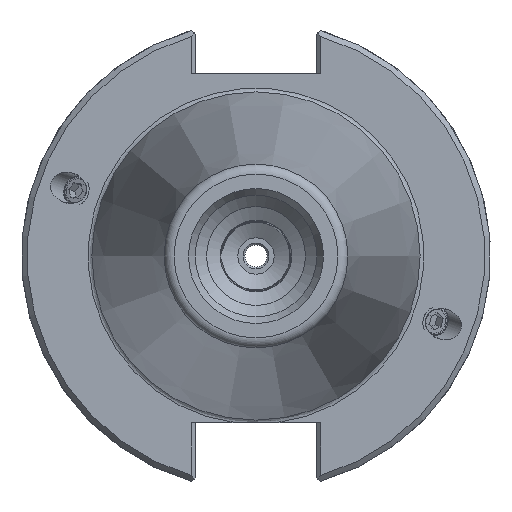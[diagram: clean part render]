
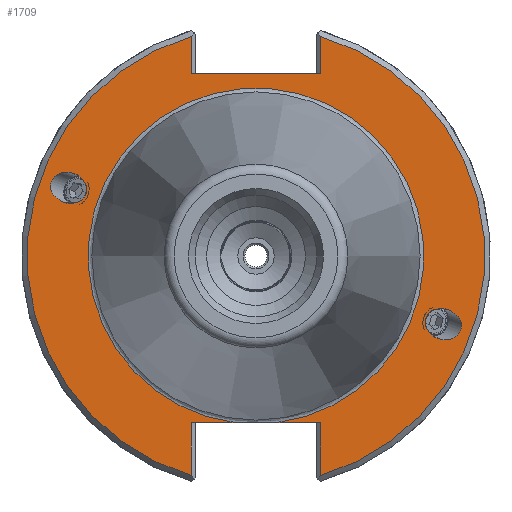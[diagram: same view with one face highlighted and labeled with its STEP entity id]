
A CAD part, left-side view. The second image highlights one B-rep face of the part: STEP entity #1709.
In plain terms, the highlighted planar face has unit normal (-1, 0, 0).
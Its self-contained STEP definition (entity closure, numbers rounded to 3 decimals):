
#118=CARTESIAN_POINT('',(3.175,-23.02,-8.379));
#119=VERTEX_POINT('',#118);
#120=CARTESIAN_POINT('',(3.175,-25.372,-9.235));
#121=DIRECTION('',(1.,0.0,0.0));
#122=DIRECTION('',(0.0,-0.94,-0.342));
#123=AXIS2_PLACEMENT_3D('',#120,#121,#122);
#124=ELLIPSE('',#123,2.503,2.05);
#125=EDGE_CURVE('',#119,#119,#124,.T.);
#354=CARTESIAN_POINT('',(3.175,23.02,8.379));
#355=VERTEX_POINT('',#354);
#356=CARTESIAN_POINT('',(3.175,25.372,9.235));
#357=DIRECTION('',(1.0,0.0,0.0));
#358=DIRECTION('',(0.0,0.94,0.342));
#359=AXIS2_PLACEMENT_3D('',#356,#357,#358);
#360=ELLIPSE('',#359,2.503,2.05);
#361=EDGE_CURVE('',#355,#355,#360,.T.);
#971=CARTESIAN_POINT('',(3.175,8.763,24.689));
#972=VERTEX_POINT('',#971);
#979=CARTESIAN_POINT('',(3.175,-8.763,24.689));
#980=VERTEX_POINT('',#979);
#981=CARTESIAN_POINT('',(3.175,8.763,24.689));
#982=DIRECTION('',(0.0,-1.0,0.0));
#983=VECTOR('',#982,17.526);
#984=LINE('',#981,#983);
#985=EDGE_CURVE('',#972,#980,#984,.T.);
#1579=CARTESIAN_POINT('',(3.175,-2.838,-22.555));
#1580=VERTEX_POINT('',#1579);
#1581=CARTESIAN_POINT('',(3.175,2.838,-22.555));
#1582=VERTEX_POINT('',#1581);
#1611=CARTESIAN_POINT('',(3.175,0.0,0.0));
#1612=DIRECTION('',(-1.0,0.0,0.0));
#1613=DIRECTION('',(0.0,-1.0,0.0));
#1614=AXIS2_PLACEMENT_3D('',#1611,#1612,#1613);
#1615=CIRCLE('',#1614,22.733);
#1616=EDGE_CURVE('',#1580,#1582,#1615,.T.);
#1632=CARTESIAN_POINT('',(3.175,26.987,0.0));
#1633=DIRECTION('',(-1.0,0.0,0.0));
#1634=DIRECTION('',(0.0,0.0,1.0));
#1635=AXIS2_PLACEMENT_3D('',#1632,#1633,#1634);
#1636=PLANE('',#1635);
#1637=ORIENTED_EDGE('',*,*,#1616,.F.);
#1638=CARTESIAN_POINT('',(3.175,-8.763,-22.555));
#1639=VERTEX_POINT('',#1638);
#1640=CARTESIAN_POINT('',(3.175,-8.763,-22.555));
#1641=DIRECTION('',(0.0,1.0,0.0));
#1642=VECTOR('',#1641,5.925);
#1643=LINE('',#1640,#1642);
#1644=EDGE_CURVE('',#1639,#1580,#1643,.T.);
#1645=ORIENTED_EDGE('',*,*,#1644,.F.);
#1646=CARTESIAN_POINT('',(3.175,-8.763,-29.723));
#1647=VERTEX_POINT('',#1646);
#1648=CARTESIAN_POINT('',(3.175,-8.763,-29.723));
#1649=DIRECTION('',(0.0,0.0,1.0));
#1650=VECTOR('',#1649,7.168);
#1651=LINE('',#1648,#1650);
#1652=EDGE_CURVE('',#1647,#1639,#1651,.T.);
#1653=ORIENTED_EDGE('',*,*,#1652,.F.);
#1654=CARTESIAN_POINT('',(3.175,-8.763,29.723));
#1655=VERTEX_POINT('',#1654);
#1656=CARTESIAN_POINT('',(3.175,0.0,0.0));
#1657=DIRECTION('',(1.0,0.0,0.0));
#1658=DIRECTION('',(0.0,-1.0,0.0));
#1659=AXIS2_PLACEMENT_3D('',#1656,#1657,#1658);
#1660=CIRCLE('',#1659,30.988);
#1661=EDGE_CURVE('',#1655,#1647,#1660,.T.);
#1662=ORIENTED_EDGE('',*,*,#1661,.F.);
#1663=CARTESIAN_POINT('',(3.175,-8.763,24.689));
#1664=DIRECTION('',(0.0,0.0,1.0));
#1665=VECTOR('',#1664,5.034);
#1666=LINE('',#1663,#1665);
#1667=EDGE_CURVE('',#980,#1655,#1666,.T.);
#1668=ORIENTED_EDGE('',*,*,#1667,.F.);
#1669=ORIENTED_EDGE('',*,*,#985,.F.);
#1670=CARTESIAN_POINT('',(3.175,8.763,29.723));
#1671=VERTEX_POINT('',#1670);
#1672=CARTESIAN_POINT('',(3.175,8.763,29.723));
#1673=DIRECTION('',(0.0,0.0,-1.0));
#1674=VECTOR('',#1673,5.034);
#1675=LINE('',#1672,#1674);
#1676=EDGE_CURVE('',#1671,#972,#1675,.T.);
#1677=ORIENTED_EDGE('',*,*,#1676,.F.);
#1678=CARTESIAN_POINT('',(3.175,8.763,-29.723));
#1679=VERTEX_POINT('',#1678);
#1680=CARTESIAN_POINT('',(3.175,0.0,0.0));
#1681=DIRECTION('',(1.0,0.0,0.0));
#1682=DIRECTION('',(0.0,1.0,0.0));
#1683=AXIS2_PLACEMENT_3D('',#1680,#1681,#1682);
#1684=CIRCLE('',#1683,30.988);
#1685=EDGE_CURVE('',#1679,#1671,#1684,.T.);
#1686=ORIENTED_EDGE('',*,*,#1685,.F.);
#1687=CARTESIAN_POINT('',(3.175,8.763,-22.555));
#1688=VERTEX_POINT('',#1687);
#1689=CARTESIAN_POINT('',(3.175,8.763,-22.555));
#1690=DIRECTION('',(0.0,0.0,-1.0));
#1691=VECTOR('',#1690,7.168);
#1692=LINE('',#1689,#1691);
#1693=EDGE_CURVE('',#1688,#1679,#1692,.T.);
#1694=ORIENTED_EDGE('',*,*,#1693,.F.);
#1695=CARTESIAN_POINT('',(3.175,2.838,-22.555));
#1696=DIRECTION('',(0.0,1.0,0.0));
#1697=VECTOR('',#1696,5.925);
#1698=LINE('',#1695,#1697);
#1699=EDGE_CURVE('',#1582,#1688,#1698,.T.);
#1700=ORIENTED_EDGE('',*,*,#1699,.F.);
#1701=EDGE_LOOP('',(#1637,#1645,#1653,#1662,#1668,#1669,#1677,#1686,#1694,#1700));
#1702=FACE_OUTER_BOUND('',#1701,.T.);
#1703=ORIENTED_EDGE('',*,*,#125,.T.);
#1704=EDGE_LOOP('',(#1703));
#1705=FACE_BOUND('',#1704,.T.);
#1706=ORIENTED_EDGE('',*,*,#361,.T.);
#1707=EDGE_LOOP('',(#1706));
#1708=FACE_BOUND('',#1707,.T.);
#1709=ADVANCED_FACE('',(#1702,#1705,#1708),#1636,.T.);
